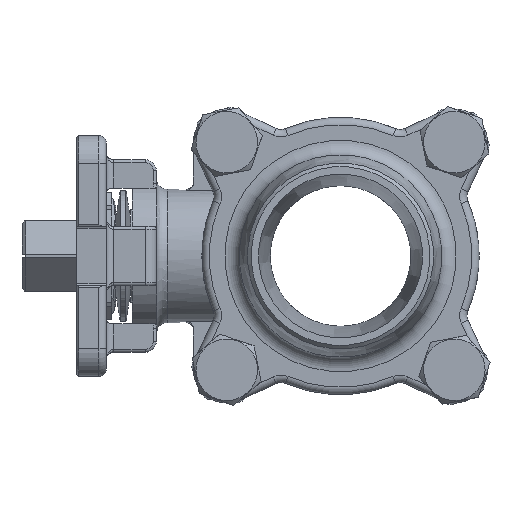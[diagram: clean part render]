
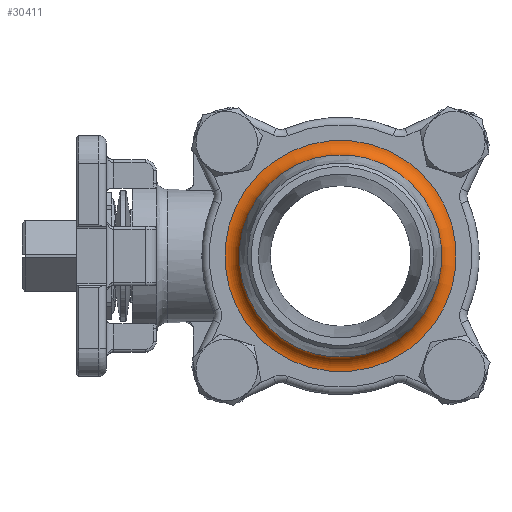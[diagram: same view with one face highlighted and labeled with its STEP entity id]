
A CAD part, left-side view. The second image highlights one B-rep face of the part: STEP entity #30411.
In plain terms, the highlighted toroidal (fillet/blend) face has major radius 31.275 mm and minor radius 4 mm.
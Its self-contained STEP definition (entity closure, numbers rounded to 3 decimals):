
#7302 = EDGE_CURVE ( 'NONE', #54362, #54362, #13809, .T. ) ;
#8315 = CARTESIAN_POINT ( 'NONE',  ( -38.6, -22.115, 22.115 ) ) ;
#10754 = FACE_OUTER_BOUND ( 'NONE', #20388, .T. ) ;
#13022 = EDGE_LOOP ( 'NONE', ( #51107 ) ) ;
#13809 = CIRCLE ( 'NONE', #20173, 27.378 ) ;
#15055 = FACE_OUTER_BOUND ( 'NONE', #13022, .T. ) ;
#17197 = VERTEX_POINT ( 'NONE', #8315 ) ;
#20173 = AXIS2_PLACEMENT_3D ( 'NONE', #26352, #21223, #47189 ) ;
#20297 = AXIS2_PLACEMENT_3D ( 'NONE', #33431, #42253, #20577 ) ;
#20388 = EDGE_LOOP ( 'NONE', ( #49246 ) ) ;
#20577 = DIRECTION ( 'NONE',  ( 0., -0.707, 0.707 ) ) ;
#21223 = DIRECTION ( 'NONE',  ( -1., 0., 0. ) ) ;
#26352 = CARTESIAN_POINT ( 'NONE',  ( -41.7, 0., 0. ) ) ;
#26910 = AXIS2_PLACEMENT_3D ( 'NONE', #45575, #39918, #36187 ) ;
#30411 = ADVANCED_FACE ( 'NONE', ( #10754, #15055 ), #33305, .F. ) ;
#33305 = TOROIDAL_SURFACE ( 'NONE', #26910, 31.275, 4. ) ;
#33431 = CARTESIAN_POINT ( 'NONE',  ( -38.6, 0., 0. ) ) ;
#33996 = CIRCLE ( 'NONE', #20297, 31.275 ) ;
#36187 = DIRECTION ( 'NONE',  ( 0., -0.707, 0.707 ) ) ;
#39861 = EDGE_CURVE ( 'NONE', #17197, #17197, #33996, .T. ) ;
#39918 = DIRECTION ( 'NONE',  ( -1., 0., 0. ) ) ;
#42253 = DIRECTION ( 'NONE',  ( -1., 0., 0. ) ) ;
#45575 = CARTESIAN_POINT ( 'NONE',  ( -42.6, 0., 0. ) ) ;
#47189 = DIRECTION ( 'NONE',  ( 0., -0.707, 0.707 ) ) ;
#49246 = ORIENTED_EDGE ( 'NONE', *, *, #7302, .F. ) ;
#49503 = CARTESIAN_POINT ( 'NONE',  ( -41.7, -19.359, 19.359 ) ) ;
#51107 = ORIENTED_EDGE ( 'NONE', *, *, #39861, .T. ) ;
#54362 = VERTEX_POINT ( 'NONE', #49503 ) ;
